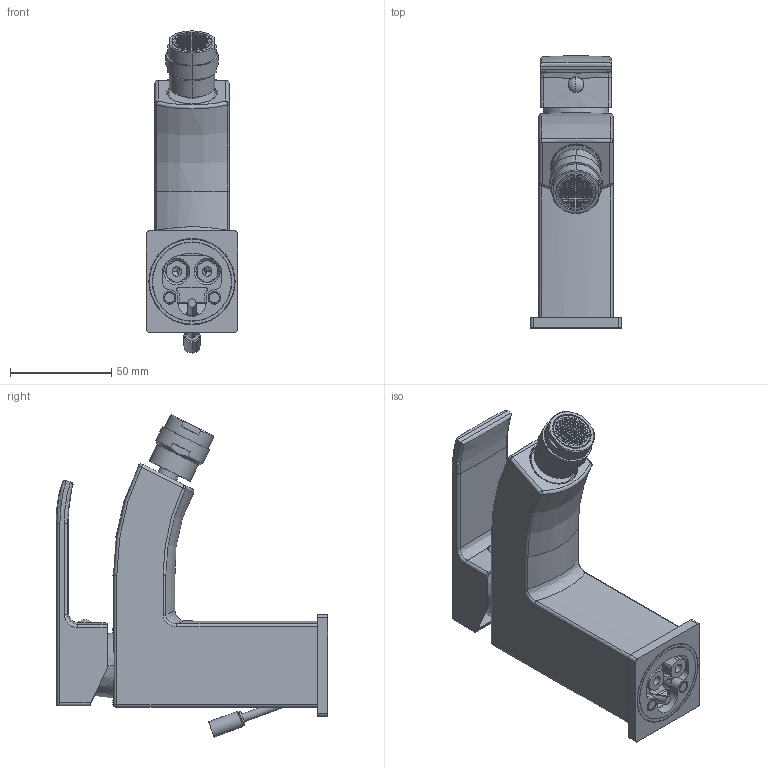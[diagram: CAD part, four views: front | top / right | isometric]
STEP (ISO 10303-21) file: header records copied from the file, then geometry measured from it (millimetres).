
FILE_DESCRIPTION((''),'2;1');
FILE_NAME('LES135CR','2021-11-02T15:12:20',('ut3'),('PAFFONI SpA'),'CREO PARAMETRIC BY PTC INC, 2020044','CREO PARAMETRIC BY PTC INC, 2020044','');
FILE_SCHEMA(('CONFIG_CONTROL_DESIGN','SHAPE_APPEARANCE_LAYERS_GROUPS'));
Products named in the file (1): LES135CR
Bounding box: 45 x 133.98 x 158.76 mm (x, y, z)
Volume: 176705.6 mm3; surface area: 92044.6 mm2
Topology: 6 solids, 6 shells, 2504 faces, 7059 edges, 4526 vertices
Faces by surface type: plane 1735, cylinder 402, bspline 109, torus 102, cone 84, sphere 72
Entity records: 101369 total; most frequent: CARTESIAN_POINT 27472, ORIENTED_EDGE 13984, DIRECTION 13185, EDGE_CURVE 6992, VERTEX_POINT 4526, AXIS2_PLACEMENT_3D 4404, VECTOR 4377, LINE 4377
